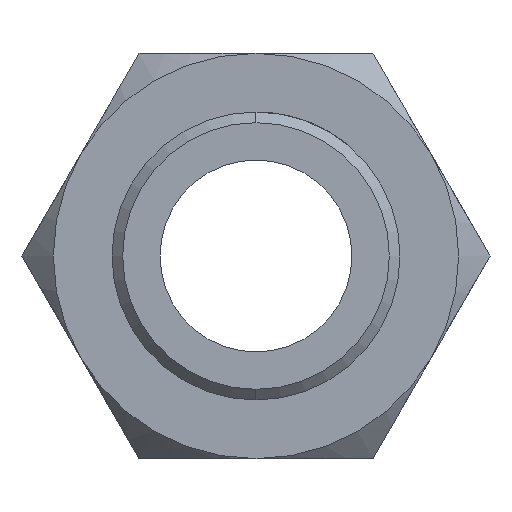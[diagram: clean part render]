
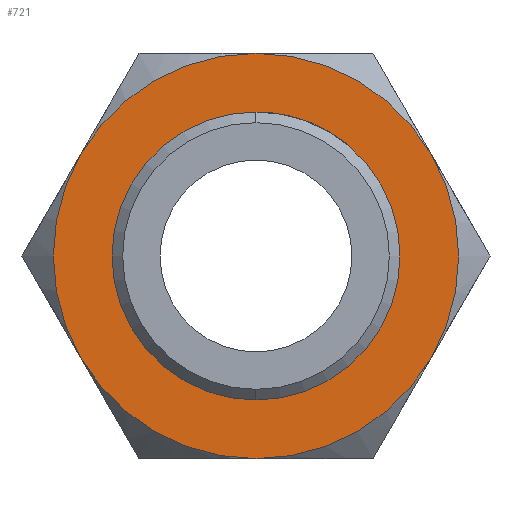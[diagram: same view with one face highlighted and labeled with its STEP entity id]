
A CAD part, left-side view. The second image highlights one B-rep face of the part: STEP entity #721.
In plain terms, the highlighted planar face has unit normal (-1, 0, 0).
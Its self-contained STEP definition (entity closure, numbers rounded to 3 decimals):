
#90 = AXIS2_PLACEMENT_3D ( 'NONE', #7987, #10171, #9372 ) ;
#111 = VERTEX_POINT ( 'NONE', #8203 ) ;
#130 = PLANE ( 'NONE',  #7053 ) ;
#133 = EDGE_CURVE ( 'NONE', #1010, #2993, #1078, .T. ) ;
#329 = EDGE_CURVE ( 'NONE', #1004, #9602, #9771, .T. ) ;
#536 = CARTESIAN_POINT ( 'NONE',  ( 31., 0., 0. ) ) ;
#712 = CARTESIAN_POINT ( 'NONE',  ( 31., 8.227, -4.75 ) ) ;
#721 = ADVANCED_FACE ( 'NONE', ( #2574, #6688 ), #130, .F. ) ;
#1004 = VERTEX_POINT ( 'NONE', #9571 ) ;
#1010 = VERTEX_POINT ( 'NONE', #2250 ) ;
#1078 = CIRCLE ( 'NONE', #1612, 9.5 ) ;
#1256 = DIRECTION ( 'NONE',  ( 1., 0., 0. ) ) ;
#1328 = DIRECTION ( 'NONE',  ( 1., 0., 0. ) ) ;
#1612 = AXIS2_PLACEMENT_3D ( 'NONE', #9055, #6811, #7406 ) ;
#1637 = ORIENTED_EDGE ( 'NONE', *, *, #1947, .F. ) ;
#1699 = VERTEX_POINT ( 'NONE', #9618 ) ;
#1779 = AXIS2_PLACEMENT_3D ( 'NONE', #4155, #5868, #8211 ) ;
#1947 = EDGE_CURVE ( 'NONE', #4898, #1004, #8758, .T. ) ;
#1968 = ORIENTED_EDGE ( 'NONE', *, *, #3412, .T. ) ;
#2250 = CARTESIAN_POINT ( 'NONE',  ( 31., 0., -9.5 ) ) ;
#2568 = EDGE_LOOP ( 'NONE', ( #7858, #6774, #7475, #1637, #1968, #9278 ) ) ;
#2574 = FACE_BOUND ( 'NONE', #9389, .T. ) ;
#2674 = CARTESIAN_POINT ( 'NONE',  ( 31., -8.227, -4.75 ) ) ;
#2986 = DIRECTION ( 'NONE',  ( 0., 0., -1. ) ) ;
#2993 = VERTEX_POINT ( 'NONE', #712 ) ;
#3020 = CARTESIAN_POINT ( 'NONE',  ( 31., 0., 0. ) ) ;
#3267 = DIRECTION ( 'NONE',  ( 0., 0., -1. ) ) ;
#3412 = EDGE_CURVE ( 'NONE', #4898, #9759, #5187, .T. ) ;
#3822 = DIRECTION ( 'NONE',  ( 0., 0., -1. ) ) ;
#4155 = CARTESIAN_POINT ( 'NONE',  ( 31., 0., 0. ) ) ;
#4293 = DIRECTION ( 'NONE',  ( 0., 0., 1. ) ) ;
#4331 = AXIS2_PLACEMENT_3D ( 'NONE', #536, #1328, #2986 ) ;
#4379 = ORIENTED_EDGE ( 'NONE', *, *, #10051, .F. ) ;
#4517 = AXIS2_PLACEMENT_3D ( 'NONE', #6125, #1256, #6289 ) ;
#4681 = AXIS2_PLACEMENT_3D ( 'NONE', #7099, #8580, #6141 ) ;
#4699 = CIRCLE ( 'NONE', #7756, 9.5 ) ;
#4898 = VERTEX_POINT ( 'NONE', #5980 ) ;
#4951 = CARTESIAN_POINT ( 'NONE',  ( 31., 8.227, 4.75 ) ) ;
#5047 = DIRECTION ( 'NONE',  ( -1., 0., 0. ) ) ;
#5187 = CIRCLE ( 'NONE', #4681, 9.5 ) ;
#5537 = DIRECTION ( 'NONE',  ( 1., 0., 0. ) ) ;
#5868 = DIRECTION ( 'NONE',  ( 1., 0., 0. ) ) ;
#5892 = DIRECTION ( 'NONE',  ( 1., 0., 0. ) ) ;
#5980 = CARTESIAN_POINT ( 'NONE',  ( 31., 0., 9.5 ) ) ;
#6125 = CARTESIAN_POINT ( 'NONE',  ( 31., 0., 0. ) ) ;
#6141 = DIRECTION ( 'NONE',  ( 0., 0., 1. ) ) ;
#6207 = EDGE_CURVE ( 'NONE', #2993, #9759, #7935, .T. ) ;
#6289 = DIRECTION ( 'NONE',  ( 0., 0., -1. ) ) ;
#6688 = FACE_OUTER_BOUND ( 'NONE', #2568, .T. ) ;
#6720 = EDGE_CURVE ( 'NONE', #9602, #1010, #4699, .T. ) ;
#6774 = ORIENTED_EDGE ( 'NONE', *, *, #6720, .F. ) ;
#6805 = EDGE_CURVE ( 'NONE', #1699, #111, #7077, .T. ) ;
#6811 = DIRECTION ( 'NONE',  ( 1., 0., 0. ) ) ;
#6902 = AXIS2_PLACEMENT_3D ( 'NONE', #9094, #5047, #4293 ) ;
#7053 = AXIS2_PLACEMENT_3D ( 'NONE', #8288, #5892, #3267 ) ;
#7077 = CIRCLE ( 'NONE', #90, 6.75 ) ;
#7099 = CARTESIAN_POINT ( 'NONE',  ( 31., 0., 0. ) ) ;
#7406 = DIRECTION ( 'NONE',  ( 0., 0., -1. ) ) ;
#7475 = ORIENTED_EDGE ( 'NONE', *, *, #329, .F. ) ;
#7756 = AXIS2_PLACEMENT_3D ( 'NONE', #3020, #5537, #3822 ) ;
#7858 = ORIENTED_EDGE ( 'NONE', *, *, #133, .F. ) ;
#7935 = CIRCLE ( 'NONE', #1779, 9.5 ) ;
#7987 = CARTESIAN_POINT ( 'NONE',  ( 31., 0., 0. ) ) ;
#8203 = CARTESIAN_POINT ( 'NONE',  ( 31., 0., 6.75 ) ) ;
#8211 = DIRECTION ( 'NONE',  ( 0., 0., -1. ) ) ;
#8288 = CARTESIAN_POINT ( 'NONE',  ( 31., 0., 0. ) ) ;
#8580 = DIRECTION ( 'NONE',  ( -1., 0., 0. ) ) ;
#8740 = ORIENTED_EDGE ( 'NONE', *, *, #6805, .F. ) ;
#8758 = CIRCLE ( 'NONE', #4331, 9.5 ) ;
#9055 = CARTESIAN_POINT ( 'NONE',  ( 31., 0., 0. ) ) ;
#9094 = CARTESIAN_POINT ( 'NONE',  ( 31., 0., 0. ) ) ;
#9119 = CIRCLE ( 'NONE', #6902, 6.75 ) ;
#9278 = ORIENTED_EDGE ( 'NONE', *, *, #6207, .F. ) ;
#9372 = DIRECTION ( 'NONE',  ( 0., 0., 1. ) ) ;
#9389 = EDGE_LOOP ( 'NONE', ( #4379, #8740 ) ) ;
#9571 = CARTESIAN_POINT ( 'NONE',  ( 31., -8.227, 4.75 ) ) ;
#9602 = VERTEX_POINT ( 'NONE', #2674 ) ;
#9618 = CARTESIAN_POINT ( 'NONE',  ( 31., 0., -6.75 ) ) ;
#9759 = VERTEX_POINT ( 'NONE', #4951 ) ;
#9771 = CIRCLE ( 'NONE', #4517, 9.5 ) ;
#10051 = EDGE_CURVE ( 'NONE', #111, #1699, #9119, .T. ) ;
#10171 = DIRECTION ( 'NONE',  ( -1., 0., 0. ) ) ;
